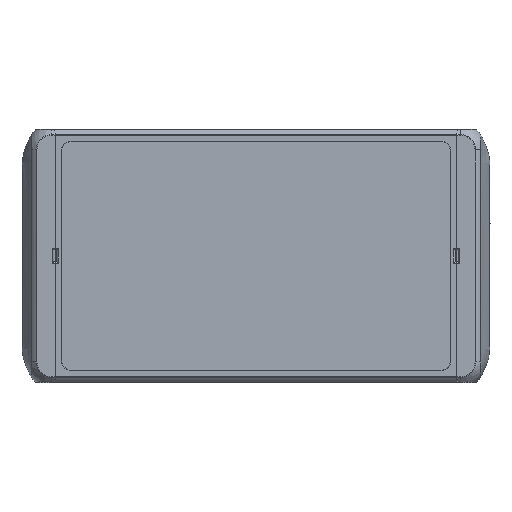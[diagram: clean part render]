
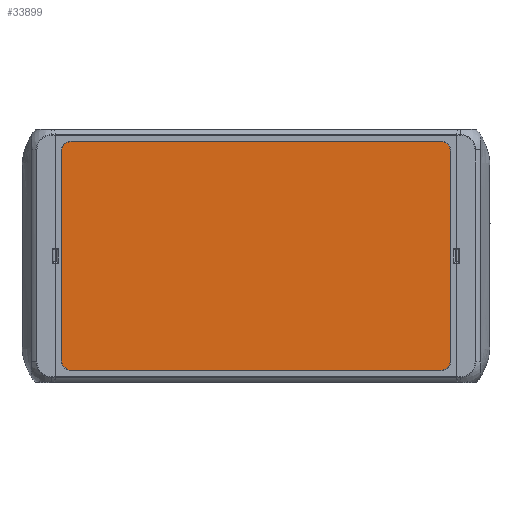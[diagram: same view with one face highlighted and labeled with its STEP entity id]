
A CAD part, top view. The second image highlights one B-rep face of the part: STEP entity #33899.
In plain terms, the highlighted planar face has unit normal (0, 0, 1).
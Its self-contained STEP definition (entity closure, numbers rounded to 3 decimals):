
#1574=PLANE('',#37417);
#4458=FACE_OUTER_BOUND('',#6755,.T.);
#6755=EDGE_LOOP('',(#29611,#29612,#29613,#29614,#29615,#29616,#29617,#29618));
#7910=ELLIPSE('',#37352,5.014,5.);
#7911=ELLIPSE('',#37355,5.014,5.);
#7912=ELLIPSE('',#37358,5.014,5.);
#7913=ELLIPSE('',#37361,5.014,5.);
#9979=LINE('',#84779,#12240);
#9982=LINE('',#84787,#12243);
#9985=LINE('',#84795,#12246);
#9987=LINE('',#84801,#12248);
#12240=VECTOR('',#46022,103.014);
#12243=VECTOR('',#46031,182.014);
#12246=VECTOR('',#46040,103.014);
#12248=VECTOR('',#46048,182.014);
#15829=VERTEX_POINT('',#84771);
#15830=VERTEX_POINT('',#84772);
#15831=VERTEX_POINT('',#84777);
#15832=VERTEX_POINT('',#84781);
#15833=VERTEX_POINT('',#84785);
#15834=VERTEX_POINT('',#84789);
#15835=VERTEX_POINT('',#84793);
#15836=VERTEX_POINT('',#84797);
#20463=EDGE_CURVE('',#15829,#15830,#7910,.T.);
#20467=EDGE_CURVE('',#15830,#15831,#9979,.T.);
#20468=EDGE_CURVE('',#15831,#15832,#7911,.T.);
#20471=EDGE_CURVE('',#15832,#15833,#9982,.T.);
#20472=EDGE_CURVE('',#15833,#15834,#7912,.T.);
#20475=EDGE_CURVE('',#15834,#15835,#9985,.T.);
#20476=EDGE_CURVE('',#15835,#15836,#7913,.T.);
#20478=EDGE_CURVE('',#15836,#15829,#9987,.T.);
#29611=ORIENTED_EDGE('',*,*,#20463,.T.);
#29612=ORIENTED_EDGE('',*,*,#20467,.T.);
#29613=ORIENTED_EDGE('',*,*,#20468,.T.);
#29614=ORIENTED_EDGE('',*,*,#20471,.T.);
#29615=ORIENTED_EDGE('',*,*,#20472,.T.);
#29616=ORIENTED_EDGE('',*,*,#20475,.T.);
#29617=ORIENTED_EDGE('',*,*,#20476,.T.);
#29618=ORIENTED_EDGE('',*,*,#20478,.T.);
#33899=ADVANCED_FACE('',(#4458),#1574,.T.);
#37352=AXIS2_PLACEMENT_3D('',#84773,#46015,#46016);
#37355=AXIS2_PLACEMENT_3D('',#84782,#46025,#46026);
#37358=AXIS2_PLACEMENT_3D('',#84790,#46034,#46035);
#37361=AXIS2_PLACEMENT_3D('',#84798,#46043,#46044);
#37417=AXIS2_PLACEMENT_3D('',#85113,#46184,#46185);
#46015=DIRECTION('center_axis',(0.,0.,1.));
#46016=DIRECTION('ref_axis',(-0.707,0.707,0.));
#46022=DIRECTION('',(0.,-1.,0.));
#46025=DIRECTION('center_axis',(0.,0.,1.));
#46026=DIRECTION('ref_axis',(-0.707,-0.707,0.));
#46031=DIRECTION('',(1.,0.,0.));
#46034=DIRECTION('center_axis',(0.,0.,1.));
#46035=DIRECTION('ref_axis',(0.707,-0.707,0.));
#46040=DIRECTION('',(0.,1.,0.));
#46043=DIRECTION('center_axis',(0.,0.,1.));
#46044=DIRECTION('ref_axis',(0.707,0.707,0.));
#46048=DIRECTION('',(-1.,0.,0.));
#46184=DIRECTION('center_axis',(0.,0.,1.));
#46185=DIRECTION('ref_axis',(1.,0.,0.));
#84771=CARTESIAN_POINT('',(-91.007,56.5,18.));
#84772=CARTESIAN_POINT('',(-96.,51.507,18.));
#84773=CARTESIAN_POINT('Origin',(-90.993,51.493,18.));
#84777=CARTESIAN_POINT('',(-96.,-51.507,18.));
#84779=CARTESIAN_POINT('',(-96.,-56.5,18.));
#84781=CARTESIAN_POINT('',(-91.007,-56.5,18.));
#84782=CARTESIAN_POINT('Origin',(-90.993,-51.493,18.));
#84785=CARTESIAN_POINT('',(91.007,-56.5,18.));
#84787=CARTESIAN_POINT('',(96.,-56.5,18.));
#84789=CARTESIAN_POINT('',(96.,-51.507,18.));
#84790=CARTESIAN_POINT('Origin',(90.993,-51.493,18.));
#84793=CARTESIAN_POINT('',(96.,51.507,18.));
#84795=CARTESIAN_POINT('',(96.,56.5,18.));
#84797=CARTESIAN_POINT('',(91.007,56.5,18.));
#84798=CARTESIAN_POINT('Origin',(90.993,51.493,18.));
#84801=CARTESIAN_POINT('',(-96.,56.5,18.));
#85113=CARTESIAN_POINT('Origin',(0.,0.,
18.));
